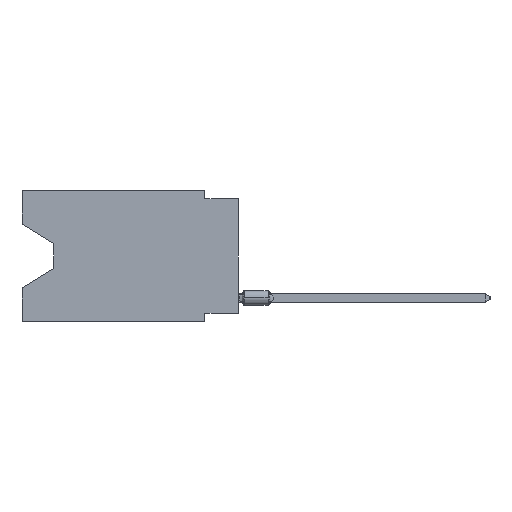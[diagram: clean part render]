
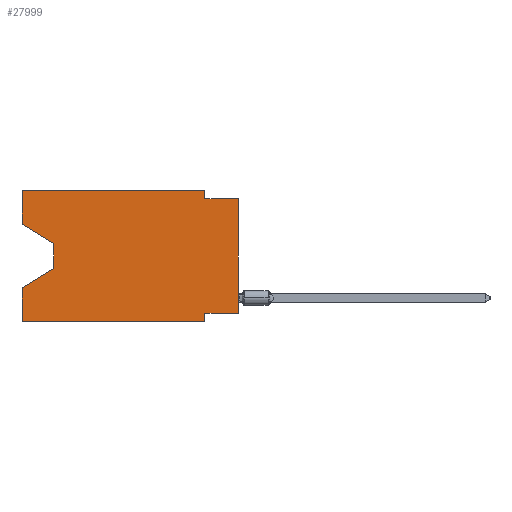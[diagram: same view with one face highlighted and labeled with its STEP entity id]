
A CAD part, left-side view. The second image highlights one B-rep face of the part: STEP entity #27999.
In plain terms, the highlighted planar face has unit normal (-1, 0, 0).
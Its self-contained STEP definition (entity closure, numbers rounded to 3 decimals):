
#396 = ORIENTED_EDGE ( 'NONE', *, *, #6474, .T. ) ;
#582 = DIRECTION ( 'NONE',  ( 0., 0.855, -0.519 ) ) ;
#723 = PLANE ( 'NONE',  #37480 ) ;
#1021 = FACE_OUTER_BOUND ( 'NONE', #31894, .T. ) ;
#1719 = CARTESIAN_POINT ( 'NONE',  ( 0., 16.383, 0. ) ) ;
#2594 = CARTESIAN_POINT ( 'NONE',  ( 0., 0., -9.271 ) ) ;
#2904 = DIRECTION ( 'NONE',  ( 0., 0., -1. ) ) ;
#2939 = LINE ( 'NONE', #1719, #34551 ) ;
#4949 = ORIENTED_EDGE ( 'NONE', *, *, #60365, .F. ) ;
#4968 = LINE ( 'NONE', #9869, #8234 ) ;
#5446 = VECTOR ( 'NONE', #20695, 1000. ) ;
#5510 = VERTEX_POINT ( 'NONE', #31081 ) ;
#6474 = EDGE_CURVE ( 'NONE', #17092, #5510, #19833, .T. ) ;
#7773 = LINE ( 'NONE', #26503, #5446 ) ;
#8234 = VECTOR ( 'NONE', #43053, 1000. ) ;
#8809 = CARTESIAN_POINT ( 'NONE',  ( 0., 13.97, -5.893 ) ) ;
#9280 = VECTOR ( 'NONE', #44190, 1000. ) ;
#9361 = VERTEX_POINT ( 'NONE', #60050 ) ;
#9595 = DIRECTION ( 'NONE',  ( 0., 0., 1. ) ) ;
#9869 = CARTESIAN_POINT ( 'NONE',  ( 0., 13.97, -4.013 ) ) ;
#10217 = CARTESIAN_POINT ( 'NONE',  ( 0., 16.383, 0. ) ) ;
#13210 = VERTEX_POINT ( 'NONE', #50984 ) ;
#13621 = VERTEX_POINT ( 'NONE', #8809 ) ;
#13878 = EDGE_CURVE ( 'NONE', #17527, #53763, #2939, .T. ) ;
#14224 = DIRECTION ( 'NONE',  ( 1., 0., 0. ) ) ;
#14495 = VERTEX_POINT ( 'NONE', #23103 ) ;
#14728 = LINE ( 'NONE', #52228, #46640 ) ;
#15466 = ORIENTED_EDGE ( 'NONE', *, *, #21382, .T. ) ;
#16272 = EDGE_CURVE ( 'NONE', #17092, #17527, #25430, .T. ) ;
#16390 = VECTOR ( 'NONE', #19112, 1000. ) ;
#16402 = LINE ( 'NONE', #2594, #45574 ) ;
#16582 = CARTESIAN_POINT ( 'NONE',  ( 0., 0., 0. ) ) ;
#17092 = VERTEX_POINT ( 'NONE', #33127 ) ;
#17133 = CARTESIAN_POINT ( 'NONE',  ( 0., 16.383, -9.906 ) ) ;
#17527 = VERTEX_POINT ( 'NONE', #23832 ) ;
#17590 = VERTEX_POINT ( 'NONE', #38577 ) ;
#19112 = DIRECTION ( 'NONE',  ( 0., -1., 0. ) ) ;
#19294 = LINE ( 'NONE', #38039, #55826 ) ;
#19833 = LINE ( 'NONE', #38572, #54675 ) ;
#20695 = DIRECTION ( 'NONE',  ( 0., 0., -1. ) ) ;
#21382 = EDGE_CURVE ( 'NONE', #13621, #30991, #19294, .T. ) ;
#22275 = CARTESIAN_POINT ( 'NONE',  ( 0., 16.383, 0. ) ) ;
#23103 = CARTESIAN_POINT ( 'NONE',  ( 0., 2.54, -9.271 ) ) ;
#23832 = CARTESIAN_POINT ( 'NONE',  ( 0., 16.383, 0. ) ) ;
#25430 = LINE ( 'NONE', #53717, #9280 ) ;
#26503 = CARTESIAN_POINT ( 'NONE',  ( 0., 2.54, 0. ) ) ;
#27999 = ADVANCED_FACE ( 'NONE', ( #1021 ), #723, .F. ) ;
#28472 = VERTEX_POINT ( 'NONE', #49736 ) ;
#29165 = EDGE_CURVE ( 'NONE', #14495, #28472, #36052, .T. ) ;
#29208 = EDGE_CURVE ( 'NONE', #9361, #14495, #16402, .T. ) ;
#30101 = EDGE_CURVE ( 'NONE', #39062, #28472, #14728, .T. ) ;
#30836 = DIRECTION ( 'NONE',  ( 0., 1., 0. ) ) ;
#30991 = VERTEX_POINT ( 'NONE', #43015 ) ;
#31081 = CARTESIAN_POINT ( 'NONE',  ( 0., 13.97, -4.013 ) ) ;
#31894 = EDGE_LOOP ( 'NONE', ( #396, #57544, #15466, #4949, #44530, #34797, #33555, #46715, #55093, #55863, #59428, #34971 ) ) ;
#33127 = CARTESIAN_POINT ( 'NONE',  ( 0., 16.383, -2.546 ) ) ;
#33555 = ORIENTED_EDGE ( 'NONE', *, *, #29208, .F. ) ;
#33564 = DIRECTION ( 'NONE',  ( 0., 0., -1. ) ) ;
#33834 = CARTESIAN_POINT ( 'NONE',  ( 0., 2.54, 0. ) ) ;
#34551 = VECTOR ( 'NONE', #59153, 1000. ) ;
#34797 = ORIENTED_EDGE ( 'NONE', *, *, #29165, .F. ) ;
#34971 = ORIENTED_EDGE ( 'NONE', *, *, #16272, .F. ) ;
#35741 = VECTOR ( 'NONE', #2904, 1000. ) ;
#36052 = LINE ( 'NONE', #44679, #35741 ) ;
#37480 = AXIS2_PLACEMENT_3D ( 'NONE', #10217, #14224, #33564 ) ;
#38039 = CARTESIAN_POINT ( 'NONE',  ( 0., 13.97, -5.893 ) ) ;
#38572 = CARTESIAN_POINT ( 'NONE',  ( 0., 16.383, -2.546 ) ) ;
#38577 = CARTESIAN_POINT ( 'NONE',  ( 0., 0., -0.635 ) ) ;
#38981 = VECTOR ( 'NONE', #54085, 1000. ) ;
#39062 = VERTEX_POINT ( 'NONE', #17133 ) ;
#40475 = VECTOR ( 'NONE', #9595, 1000. ) ;
#42481 = CARTESIAN_POINT ( 'NONE',  ( 0., 0., -0.635 ) ) ;
#43015 = CARTESIAN_POINT ( 'NONE',  ( 0., 16.383, -7.36 ) ) ;
#43053 = DIRECTION ( 'NONE',  ( 0., 0., -1. ) ) ;
#44190 = DIRECTION ( 'NONE',  ( 0., 0., 1. ) ) ;
#44530 = ORIENTED_EDGE ( 'NONE', *, *, #30101, .T. ) ;
#44679 = CARTESIAN_POINT ( 'NONE',  ( 0., 2.54, -9.906 ) ) ;
#45574 = VECTOR ( 'NONE', #30836, 1000. ) ;
#45941 = LINE ( 'NONE', #22275, #40475 ) ;
#46058 = EDGE_CURVE ( 'NONE', #5510, #13621, #4968, .T. ) ;
#46640 = VECTOR ( 'NONE', #46721, 1000. ) ;
#46715 = ORIENTED_EDGE ( 'NONE', *, *, #51479, .T. ) ;
#46721 = DIRECTION ( 'NONE',  ( 0., -1., 0. ) ) ;
#47888 = EDGE_CURVE ( 'NONE', #53763, #13210, #7773, .T. ) ;
#49397 = EDGE_CURVE ( 'NONE', #13210, #17590, #57226, .T. ) ;
#49736 = CARTESIAN_POINT ( 'NONE',  ( 0., 2.54, -9.906 ) ) ;
#50984 = CARTESIAN_POINT ( 'NONE',  ( 0., 2.54, -0.635 ) ) ;
#51479 = EDGE_CURVE ( 'NONE', #9361, #17590, #58695, .T. ) ;
#52228 = CARTESIAN_POINT ( 'NONE',  ( 0., 16.383, -9.906 ) ) ;
#53717 = CARTESIAN_POINT ( 'NONE',  ( 0., 16.383, 0. ) ) ;
#53763 = VERTEX_POINT ( 'NONE', #33834 ) ;
#54085 = DIRECTION ( 'NONE',  ( 0., 0., 1. ) ) ;
#54675 = VECTOR ( 'NONE', #56737, 1000. ) ;
#55093 = ORIENTED_EDGE ( 'NONE', *, *, #49397, .F. ) ;
#55826 = VECTOR ( 'NONE', #582, 1000. ) ;
#55863 = ORIENTED_EDGE ( 'NONE', *, *, #47888, .F. ) ;
#56737 = DIRECTION ( 'NONE',  ( 0., -0.855, -0.519 ) ) ;
#57226 = LINE ( 'NONE', #42481, #16390 ) ;
#57544 = ORIENTED_EDGE ( 'NONE', *, *, #46058, .T. ) ;
#58695 = LINE ( 'NONE', #16582, #38981 ) ;
#59153 = DIRECTION ( 'NONE',  ( 0., -1., 0. ) ) ;
#59428 = ORIENTED_EDGE ( 'NONE', *, *, #13878, .F. ) ;
#60050 = CARTESIAN_POINT ( 'NONE',  ( 0., 0., -9.271 ) ) ;
#60365 = EDGE_CURVE ( 'NONE', #39062, #30991, #45941, .T. ) ;
